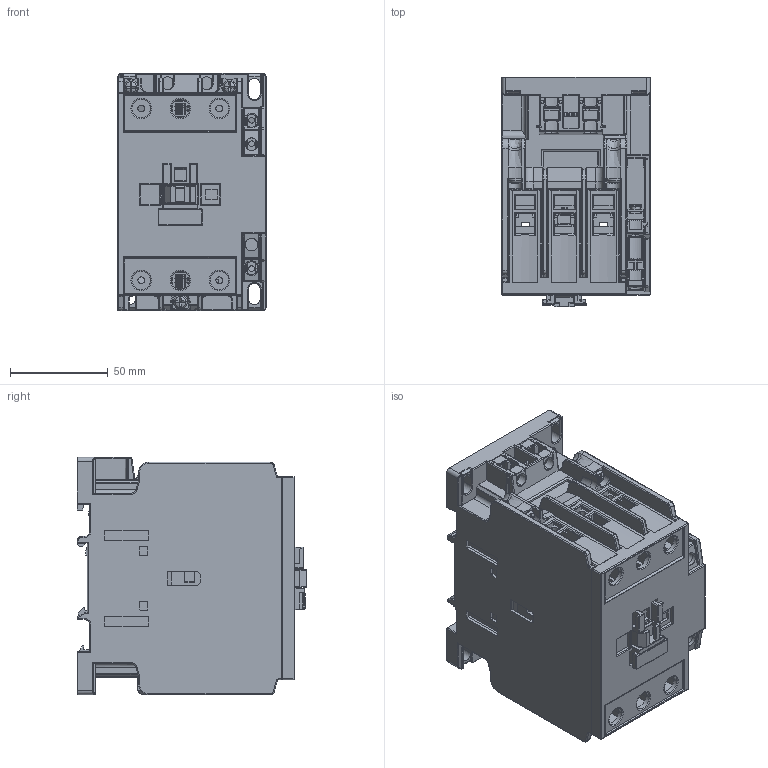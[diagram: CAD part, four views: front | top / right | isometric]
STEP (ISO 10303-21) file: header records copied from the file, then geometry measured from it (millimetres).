
FILE_DESCRIPTION((''),'2;1');
FILE_NAME('NC8-40-65','2020-08-19T20:44:46',('xiaowq'),(''),'CREO PARAMETRIC BY PTC INC, 2018020','CREO PARAMETRIC BY PTC INC, 2018020','');
FILE_SCHEMA(('CONFIG_CONTROL_DESIGN'));
Products named in the file (1): NC8-40-65
Bounding box: 76 x 117.5 x 121.5 mm (x, y, z)
Volume: 278744.3 mm3; surface area: 249420.5 mm2
Topology: 1 solids, 3 shells, 6765 faces, 18613 edges, 11858 vertices
Faces by surface type: plane 4745, cylinder 1551, torus 173, sphere 161, bspline 116, cone 19
Entity records: 220150 total; most frequent: CARTESIAN_POINT 47507, ORIENTED_EDGE 37224, DIRECTION 34043, EDGE_CURVE 18612, VECTOR 14963, LINE 14963, VERTEX_POINT 11858, AXIS2_PLACEMENT_3D 9540
